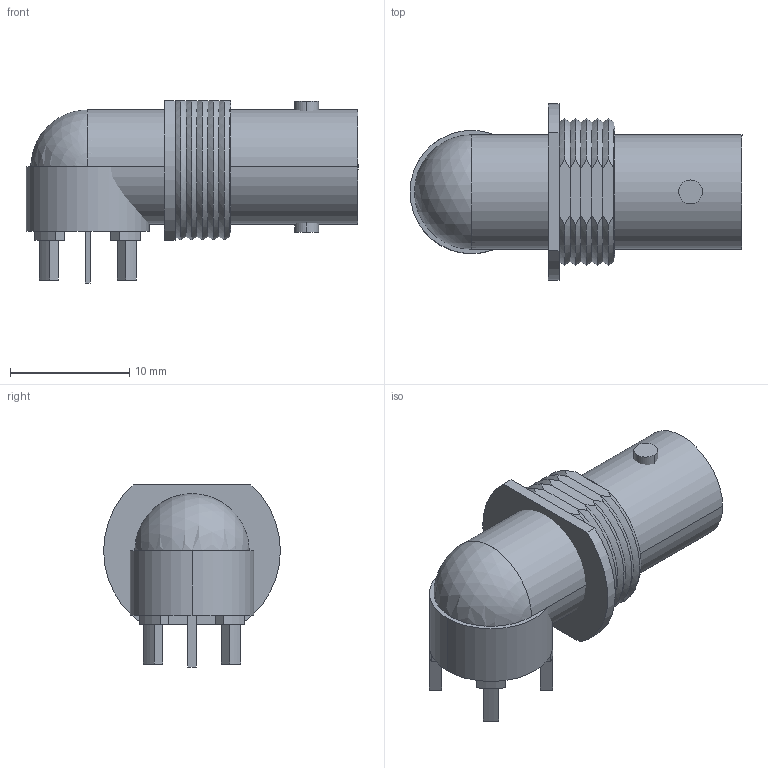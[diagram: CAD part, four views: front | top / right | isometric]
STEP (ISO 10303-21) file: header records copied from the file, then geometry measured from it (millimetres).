
FILE_DESCRIPTION((''),'2;1');
FILE_NAME('TYCO_5-1634556-0.stp','2011-05-25T15:22:42',(''),(''),'Mechanical Desktop 2011','Mechanical Desktop 2011',', , ');
FILE_SCHEMA(('AUTOMOTIVE_DESIGN { 1 2 10303 214 1 1 1 1 }'));
Length unit declared in the file: millimetre
Products named in the file (1): Product
Bounding box: 27.8 x 14.8 x 15.24 mm (x, y, z)
Volume: 2850.2 mm3; surface area: 3816.6 mm2
Topology: 23 solids, 23 shells, 122 faces, 232 edges, 153 vertices
Faces by surface type: plane 70, cylinder 36, cone 10, bspline 4, sphere 2
Entity records: 3116 total; most frequent: CARTESIAN_POINT 583, DIRECTION 540, ORIENTED_EDGE 454, EDGE_CURVE 227, AXIS2_PLACEMENT_3D 213, VERTEX_POINT 152, EDGE_LOOP 127, FACE_OUTER_BOUND 122
